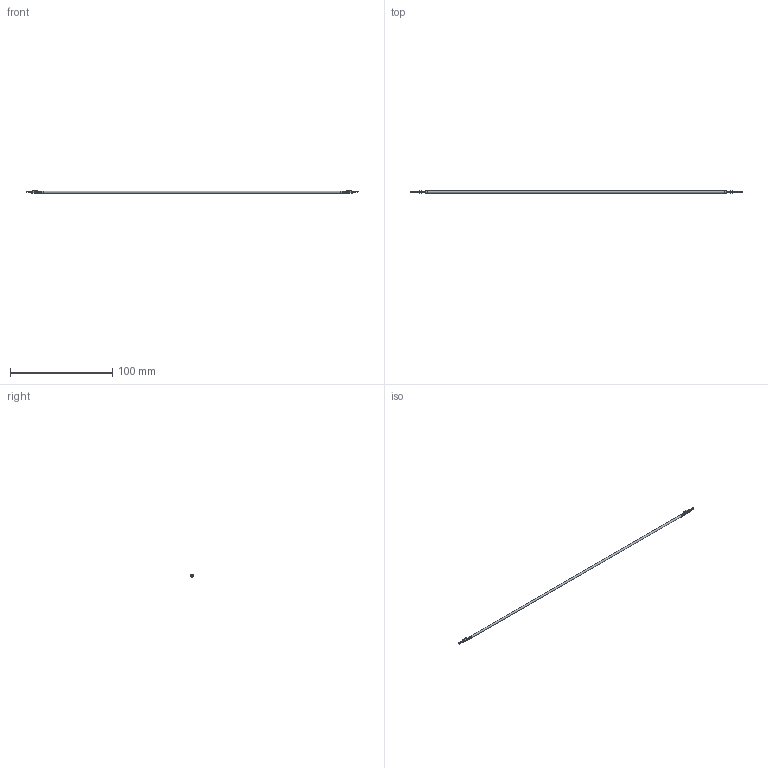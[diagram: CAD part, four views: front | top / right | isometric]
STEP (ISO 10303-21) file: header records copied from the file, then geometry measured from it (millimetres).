
FILE_DESCRIPTION(/* description */ ('Unknown'),/* implementation_level */ '2;1');
FILE_NAME(/* name */ '649949918030',/* time_stamp */ '2020-04-29T15:46:05+02:00',/* author */ ('Unknown'),/* organization */ ('Unknown'),/* preprocessor_version */ 'ST-DEVELOPER v16.7',/* originating_system */ 'DEX',/* authorisation */ $);
FILE_SCHEMA (('AUTOMOTIVE_DESIGN {1 0 10303 214 3 1 1}'));
Length unit declared in the file: millimetre
Products named in the file (4): 649949918030; Wire 18AWG Black; 64900913722DEC; 64900913722DEC_mir
Assembly tree (3 placements, depth 2):
  649949918030
    Wire 18AWG Black
    64900913722DEC
    64900913722DEC_mir
Bounding box: 324.8 x 2.9 x 2.89 mm (x, y, z)
Volume: 956.4 mm3; surface area: 2179.4 mm2
Topology: 3 solids, 3 shells, 467 faces, 1306 edges, 839 vertices
Faces by surface type: plane 264, cylinder 139, bspline 58, sphere 6
Full cylindrical faces by diameter (mm): 1.21 x2, 2 x1
Entity records: 18275 total; most frequent: CARTESIAN_POINT 6701, ORIENTED_EDGE 2584, DIRECTION 2124, EDGE_CURVE 1292, VERTEX_POINT 832, LINE 742, VECTOR 742, AXIS2_PLACEMENT_3D 691
